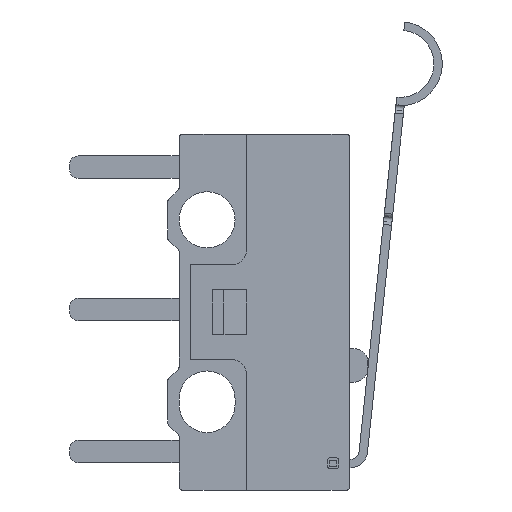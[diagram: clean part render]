
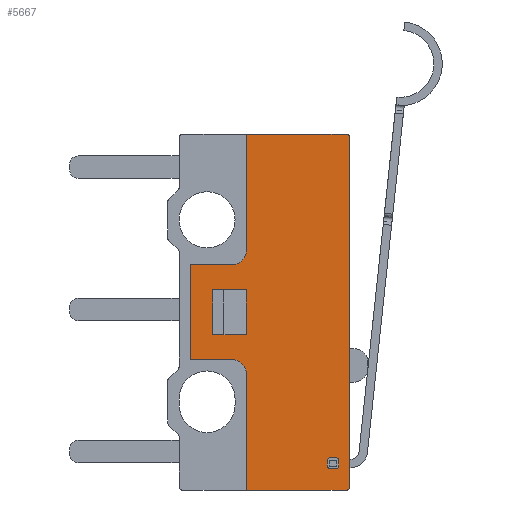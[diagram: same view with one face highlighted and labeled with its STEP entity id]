
A CAD part, front view. The second image highlights one B-rep face of the part: STEP entity #5667.
In plain terms, the highlighted planar face has unit normal (0, -1, 0).
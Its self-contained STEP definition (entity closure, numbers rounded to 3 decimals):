
#282=FACE_BOUND('',#756,.T.);
#283=FACE_BOUND('',#757,.T.);
#307=CIRCLE('',#6005,0.1);
#308=CIRCLE('',#6006,0.1);
#309=CIRCLE('',#6007,0.5);
#310=CIRCLE('',#6008,0.5);
#311=CIRCLE('',#6009,0.1);
#312=CIRCLE('',#6010,0.1);
#313=CIRCLE('',#6011,0.1);
#314=CIRCLE('',#6012,0.1);
#427=FACE_OUTER_BOUND('',#755,.T.);
#755=EDGE_LOOP('',(#3924,#3925,#3926,#3927,#3928,#3929,#3930,#3931,#3932,
#3933,#3934,#3935,#3936,#3937,#3938,#3939));
#756=EDGE_LOOP('',(#3940,#3941,#3942,#3943,#3944,#3945,#3946,#3947));
#757=EDGE_LOOP('',(#3948,#3949,#3950,#3951,#3952,#3953));
#1078=LINE('',#7756,#1695);
#1081=LINE('',#7762,#1698);
#1180=LINE('',#8360,#1797);
#1181=LINE('',#8363,#1798);
#1187=LINE('',#8376,#1804);
#1189=LINE('',#8380,#1806);
#1190=LINE('',#8384,#1807);
#1191=LINE('',#8387,#1808);
#1192=LINE('',#8391,#1809);
#1193=LINE('',#8393,#1810);
#1194=LINE('',#8395,#1811);
#1195=LINE('',#8398,#1812);
#1196=LINE('',#8403,#1813);
#1197=LINE('',#8407,#1814);
#1198=LINE('',#8411,#1815);
#1199=LINE('',#8414,#1816);
#1200=LINE('',#8417,#1817);
#1201=LINE('',#8419,#1818);
#1202=LINE('',#8421,#1819);
#1203=LINE('',#8423,#1820);
#1204=LINE('',#8425,#1821);
#1205=LINE('',#8426,#1822);
#1695=VECTOR('',#6376,0.01);
#1698=VECTOR('',#6381,0.01);
#1797=VECTOR('',#6502,0.01);
#1798=VECTOR('',#6505,0.01);
#1804=VECTOR('',#6515,3.59);
#1806=VECTOR('',#6519,3.59);
#1807=VECTOR('',#6522,12.5);
#1808=VECTOR('',#6525,4.14);
#1809=VECTOR('',#6528,1.5);
#1810=VECTOR('',#6529,3.4);
#1811=VECTOR('',#6530,1.5);
#1812=VECTOR('',#6533,4.14);
#1813=VECTOR('',#6536,0.2);
#1814=VECTOR('',#6539,0.2);
#1815=VECTOR('',#6542,0.2);
#1816=VECTOR('',#6545,0.2);
#1817=VECTOR('',#6546,0.45);
#1818=VECTOR('',#6547,0.75);
#1819=VECTOR('',#6548,1.6);
#1820=VECTOR('',#6549,0.75);
#1821=VECTOR('',#6550,0.45);
#1822=VECTOR('',#6551,1.6);
#2311=VERTEX_POINT('',#7752);
#2313=VERTEX_POINT('',#7755);
#2315=VERTEX_POINT('',#7761);
#2470=VERTEX_POINT('',#8356);
#2471=VERTEX_POINT('',#8358);
#2472=VERTEX_POINT('',#8362);
#2477=VERTEX_POINT('',#8375);
#2478=VERTEX_POINT('',#8379);
#2479=VERTEX_POINT('',#8381);
#2480=VERTEX_POINT('',#8383);
#2481=VERTEX_POINT('',#8386);
#2482=VERTEX_POINT('',#8388);
#2483=VERTEX_POINT('',#8390);
#2484=VERTEX_POINT('',#8392);
#2485=VERTEX_POINT('',#8394);
#2486=VERTEX_POINT('',#8396);
#2487=VERTEX_POINT('',#8399);
#2488=VERTEX_POINT('',#8400);
#2489=VERTEX_POINT('',#8402);
#2490=VERTEX_POINT('',#8404);
#2491=VERTEX_POINT('',#8406);
#2492=VERTEX_POINT('',#8408);
#2493=VERTEX_POINT('',#8410);
#2494=VERTEX_POINT('',#8412);
#2495=VERTEX_POINT('',#8415);
#2496=VERTEX_POINT('',#8416);
#2497=VERTEX_POINT('',#8418);
#2498=VERTEX_POINT('',#8420);
#2499=VERTEX_POINT('',#8422);
#2500=VERTEX_POINT('',#8424);
#2884=EDGE_CURVE('',#2313,#2311,#1078,.T.);
#2887=EDGE_CURVE('',#2315,#2313,#1081,.T.);
#3046=EDGE_CURVE('',#2470,#2471,#1180,.T.);
#3047=EDGE_CURVE('',#2471,#2472,#1181,.T.);
#3053=EDGE_CURVE('',#2470,#2477,#1187,.T.);
#3055=EDGE_CURVE('',#2478,#2311,#1189,.T.);
#3056=EDGE_CURVE('',#2479,#2478,#307,.T.);
#3057=EDGE_CURVE('',#2480,#2479,#1190,.T.);
#3058=EDGE_CURVE('',#2477,#2480,#308,.T.);
#3059=EDGE_CURVE('',#2472,#2481,#1191,.T.);
#3060=EDGE_CURVE('',#2481,#2482,#309,.T.);
#3061=EDGE_CURVE('',#2482,#2483,#1192,.T.);
#3062=EDGE_CURVE('',#2483,#2484,#1193,.T.);
#3063=EDGE_CURVE('',#2484,#2485,#1194,.T.);
#3064=EDGE_CURVE('',#2485,#2486,#310,.T.);
#3065=EDGE_CURVE('',#2486,#2315,#1195,.T.);
#3066=EDGE_CURVE('',#2487,#2488,#311,.T.);
#3067=EDGE_CURVE('',#2488,#2489,#1196,.T.);
#3068=EDGE_CURVE('',#2489,#2490,#312,.T.);
#3069=EDGE_CURVE('',#2490,#2491,#1197,.T.);
#3070=EDGE_CURVE('',#2491,#2492,#313,.T.);
#3071=EDGE_CURVE('',#2492,#2493,#1198,.T.);
#3072=EDGE_CURVE('',#2493,#2494,#314,.T.);
#3073=EDGE_CURVE('',#2494,#2487,#1199,.T.);
#3074=EDGE_CURVE('',#2495,#2496,#1200,.T.);
#3075=EDGE_CURVE('',#2496,#2497,#1201,.T.);
#3076=EDGE_CURVE('',#2497,#2498,#1202,.T.);
#3077=EDGE_CURVE('',#2498,#2499,#1203,.T.);
#3078=EDGE_CURVE('',#2499,#2500,#1204,.T.);
#3079=EDGE_CURVE('',#2500,#2495,#1205,.T.);
#3924=ORIENTED_EDGE('',*,*,#2884,.T.);
#3925=ORIENTED_EDGE('',*,*,#3055,.F.);
#3926=ORIENTED_EDGE('',*,*,#3056,.F.);
#3927=ORIENTED_EDGE('',*,*,#3057,.F.);
#3928=ORIENTED_EDGE('',*,*,#3058,.F.);
#3929=ORIENTED_EDGE('',*,*,#3053,.F.);
#3930=ORIENTED_EDGE('',*,*,#3046,.T.);
#3931=ORIENTED_EDGE('',*,*,#3047,.T.);
#3932=ORIENTED_EDGE('',*,*,#3059,.T.);
#3933=ORIENTED_EDGE('',*,*,#3060,.T.);
#3934=ORIENTED_EDGE('',*,*,#3061,.T.);
#3935=ORIENTED_EDGE('',*,*,#3062,.T.);
#3936=ORIENTED_EDGE('',*,*,#3063,.T.);
#3937=ORIENTED_EDGE('',*,*,#3064,.T.);
#3938=ORIENTED_EDGE('',*,*,#3065,.T.);
#3939=ORIENTED_EDGE('',*,*,#2887,.T.);
#3940=ORIENTED_EDGE('',*,*,#3066,.T.);
#3941=ORIENTED_EDGE('',*,*,#3067,.T.);
#3942=ORIENTED_EDGE('',*,*,#3068,.T.);
#3943=ORIENTED_EDGE('',*,*,#3069,.T.);
#3944=ORIENTED_EDGE('',*,*,#3070,.T.);
#3945=ORIENTED_EDGE('',*,*,#3071,.T.);
#3946=ORIENTED_EDGE('',*,*,#3072,.T.);
#3947=ORIENTED_EDGE('',*,*,#3073,.T.);
#3948=ORIENTED_EDGE('',*,*,#3074,.T.);
#3949=ORIENTED_EDGE('',*,*,#3075,.T.);
#3950=ORIENTED_EDGE('',*,*,#3076,.T.);
#3951=ORIENTED_EDGE('',*,*,#3077,.T.);
#3952=ORIENTED_EDGE('',*,*,#3078,.T.);
#3953=ORIENTED_EDGE('',*,*,#3079,.T.);
#5474=PLANE('',#6004);
#5667=ADVANCED_FACE('',(#427,#282,#283),#5474,.F.);
#6004=AXIS2_PLACEMENT_3D('',#8378,#6517,#6518);
#6005=AXIS2_PLACEMENT_3D('',#8382,#6520,#6521);
#6006=AXIS2_PLACEMENT_3D('',#8385,#6523,#6524);
#6007=AXIS2_PLACEMENT_3D('',#8389,#6526,#6527);
#6008=AXIS2_PLACEMENT_3D('',#8397,#6531,#6532);
#6009=AXIS2_PLACEMENT_3D('',#8401,#6534,#6535);
#6010=AXIS2_PLACEMENT_3D('',#8405,#6537,#6538);
#6011=AXIS2_PLACEMENT_3D('',#8409,#6540,#6541);
#6012=AXIS2_PLACEMENT_3D('',#8413,#6543,#6544);
#6376=DIRECTION('',(0.,0.,-1.));
#6381=DIRECTION('',(1.,0.,0.));
#6502=DIRECTION('',(0.,0.,-1.));
#6505=DIRECTION('',(-1.,0.,0.));
#6515=DIRECTION('',(1.,0.,0.));
#6517=DIRECTION('center_axis',(0.,1.,0.));
#6518=DIRECTION('ref_axis',(-1.,0.,0.));
#6519=DIRECTION('',(-1.,0.,0.));
#6520=DIRECTION('center_axis',(0.,1.,0.));
#6521=DIRECTION('ref_axis',(-1.,0.,0.));
#6522=DIRECTION('',(0.,0.,-1.));
#6523=DIRECTION('center_axis',(0.,1.,0.));
#6524=DIRECTION('ref_axis',(-1.,0.,0.));
#6525=DIRECTION('',(0.,0.,-1.));
#6526=DIRECTION('center_axis',(0.,1.,0.));
#6527=DIRECTION('ref_axis',(1.,0.,0.));
#6528=DIRECTION('',(-1.,0.,0.));
#6529=DIRECTION('',(0.,0.,-1.));
#6530=DIRECTION('',(1.,0.,0.));
#6531=DIRECTION('center_axis',(0.,1.,0.));
#6532=DIRECTION('ref_axis',(1.,0.,0.));
#6533=DIRECTION('',(0.,0.,-1.));
#6534=DIRECTION('center_axis',(0.,1.,0.));
#6535=DIRECTION('ref_axis',(1.,0.,0.));
#6536=DIRECTION('',(0.,0.,1.));
#6537=DIRECTION('center_axis',(0.,1.,0.));
#6538=DIRECTION('ref_axis',(1.,0.,0.));
#6539=DIRECTION('',(1.,0.,0.));
#6540=DIRECTION('center_axis',(0.,1.,0.));
#6541=DIRECTION('ref_axis',(1.,0.,0.));
#6542=DIRECTION('',(0.,0.,-1.));
#6543=DIRECTION('center_axis',(0.,1.,0.));
#6544=DIRECTION('ref_axis',(1.,0.,0.));
#6545=DIRECTION('',(-1.,0.,0.));
#6546=DIRECTION('',(1.,0.,0.));
#6547=DIRECTION('',(1.,0.,0.));
#6548=DIRECTION('',(0.,0.,-1.));
#6549=DIRECTION('',(-1.,0.,0.));
#6550=DIRECTION('',(-1.,0.,0.));
#6551=DIRECTION('',(0.,0.,1.));
#7752=CARTESIAN_POINT('',(-0.84,0.,-6.35));
#7755=CARTESIAN_POINT('',(-0.84,0.,-6.34));
#7756=CARTESIAN_POINT('',(-0.84,0.,-6.34));
#7761=CARTESIAN_POINT('',(-0.85,0.,-6.34));
#7762=CARTESIAN_POINT('',(-0.85,0.,-6.34));
#8356=CARTESIAN_POINT('',(-0.84,0.,6.35));
#8358=CARTESIAN_POINT('',(-0.84,0.,6.34));
#8360=CARTESIAN_POINT('',(-0.84,0.,6.35));
#8362=CARTESIAN_POINT('',(-0.85,0.,6.34));
#8363=CARTESIAN_POINT('',(-0.84,0.,6.34));
#8375=CARTESIAN_POINT('',(2.75,0.,6.35));
#8376=CARTESIAN_POINT('',(-0.84,0.,6.35));
#8378=CARTESIAN_POINT('Origin',(0.537,0.,0.));
#8379=CARTESIAN_POINT('',(2.75,0.,-6.35));
#8380=CARTESIAN_POINT('',(2.75,0.,-6.35));
#8381=CARTESIAN_POINT('',(2.85,0.,-6.25));
#8382=CARTESIAN_POINT('Origin',(2.75,0.,-6.25));
#8383=CARTESIAN_POINT('',(2.85,0.,6.25));
#8384=CARTESIAN_POINT('',(2.85,0.,6.25));
#8385=CARTESIAN_POINT('Origin',(2.75,0.,6.25));
#8386=CARTESIAN_POINT('',(-0.85,0.,2.2));
#8387=CARTESIAN_POINT('',(-0.85,0.,6.34));
#8388=CARTESIAN_POINT('',(-1.35,0.,1.7));
#8389=CARTESIAN_POINT('Origin',(-1.35,0.,2.2));
#8390=CARTESIAN_POINT('',(-2.85,0.,1.7));
#8391=CARTESIAN_POINT('',(-1.35,0.,1.7));
#8392=CARTESIAN_POINT('',(-2.85,0.,-1.7));
#8393=CARTESIAN_POINT('',(-2.85,0.,1.7));
#8394=CARTESIAN_POINT('',(-1.35,0.,-1.7));
#8395=CARTESIAN_POINT('',(-2.85,0.,-1.7));
#8396=CARTESIAN_POINT('',(-0.85,0.,-2.2));
#8397=CARTESIAN_POINT('Origin',(-1.35,0.,-2.2));
#8398=CARTESIAN_POINT('',(-0.85,0.,-2.2));
#8399=CARTESIAN_POINT('',(2.15,0.,-5.6));
#8400=CARTESIAN_POINT('',(2.05,0.,-5.5));
#8401=CARTESIAN_POINT('Origin',(2.15,0.,-5.5));
#8402=CARTESIAN_POINT('',(2.05,0.,-5.3));
#8403=CARTESIAN_POINT('',(2.05,0.,-5.5));
#8404=CARTESIAN_POINT('',(2.15,0.,-5.2));
#8405=CARTESIAN_POINT('Origin',(2.15,0.,-5.3));
#8406=CARTESIAN_POINT('',(2.35,0.,-5.2));
#8407=CARTESIAN_POINT('',(2.15,0.,-5.2));
#8408=CARTESIAN_POINT('',(2.45,0.,-5.3));
#8409=CARTESIAN_POINT('Origin',(2.35,0.,-5.3));
#8410=CARTESIAN_POINT('',(2.45,0.,-5.5));
#8411=CARTESIAN_POINT('',(2.45,0.,-5.3));
#8412=CARTESIAN_POINT('',(2.35,0.,-5.6));
#8413=CARTESIAN_POINT('Origin',(2.35,0.,-5.5));
#8414=CARTESIAN_POINT('',(2.35,0.,-5.6));
#8415=CARTESIAN_POINT('',(-2.05,0.,0.8));
#8416=CARTESIAN_POINT('',(-1.6,0.,0.8));
#8417=CARTESIAN_POINT('',(-2.05,0.,0.8));
#8418=CARTESIAN_POINT('',(-0.85,0.,0.8));
#8419=CARTESIAN_POINT('',(-1.6,0.,0.8));
#8420=CARTESIAN_POINT('',(-0.85,0.,-0.8));
#8421=CARTESIAN_POINT('',(-0.85,0.,0.8));
#8422=CARTESIAN_POINT('',(-1.6,0.,-0.8));
#8423=CARTESIAN_POINT('',(-0.85,0.,-0.8));
#8424=CARTESIAN_POINT('',(-2.05,0.,-0.8));
#8425=CARTESIAN_POINT('',(-1.6,0.,-0.8));
#8426=CARTESIAN_POINT('',(-2.05,0.,-0.8));
